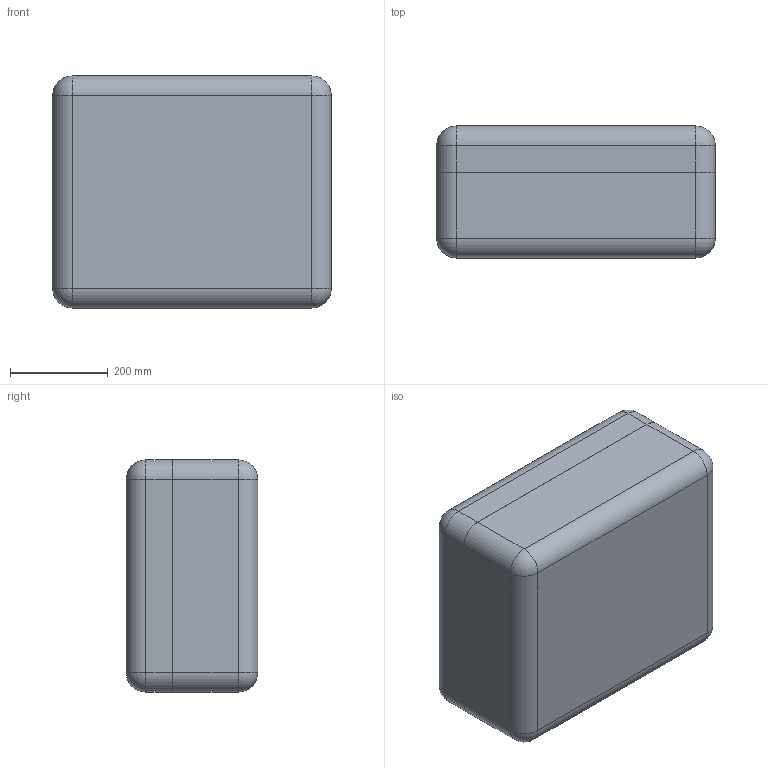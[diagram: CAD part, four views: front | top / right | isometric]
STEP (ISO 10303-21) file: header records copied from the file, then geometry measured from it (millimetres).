
FILE_DESCRIPTION (( 'STEP AP214' ), '1' );
FILE_NAME ('Êåéñ Ê-40 óïð.STEP', '2025-08-13T13:57:12', ( '' ), ( '' ), 'SwSTEP 2.0', 'SolidWorks 2021', '' );
FILE_SCHEMA (( 'AUTOMOTIVE_DESIGN' ));
Length unit declared in the file: millimetre
Products named in the file (3): Êðûøêà Ê-40; Êåéñ Ê-40 óïð; Êîðïóñ Ê-40
Assembly tree (2 placements, depth 2):
  Êåéñ Ê-40 óïð
    Êîðïóñ Ê-40
    Êðûøêà Ê-40
Bounding box: 570 x 269.47 x 475.14 mm (x, y, z)
Volume: 45693627.8 mm3; surface area: 1813641.2 mm2
Topology: 2 solids, 2 shells, 1408 faces, 3690 edges, 2255 vertices
Faces by surface type: bspline 569, plane 509, cylinder 264, torus 42, sphere 24
Entity records: 64671 total; most frequent: CARTESIAN_POINT 35672, ORIENTED_EDGE 7232, DIRECTION 4073, EDGE_CURVE 3616, VERTEX_POINT 2255, VECTOR 1583, LINE 1583, EDGE_LOOP 1485
